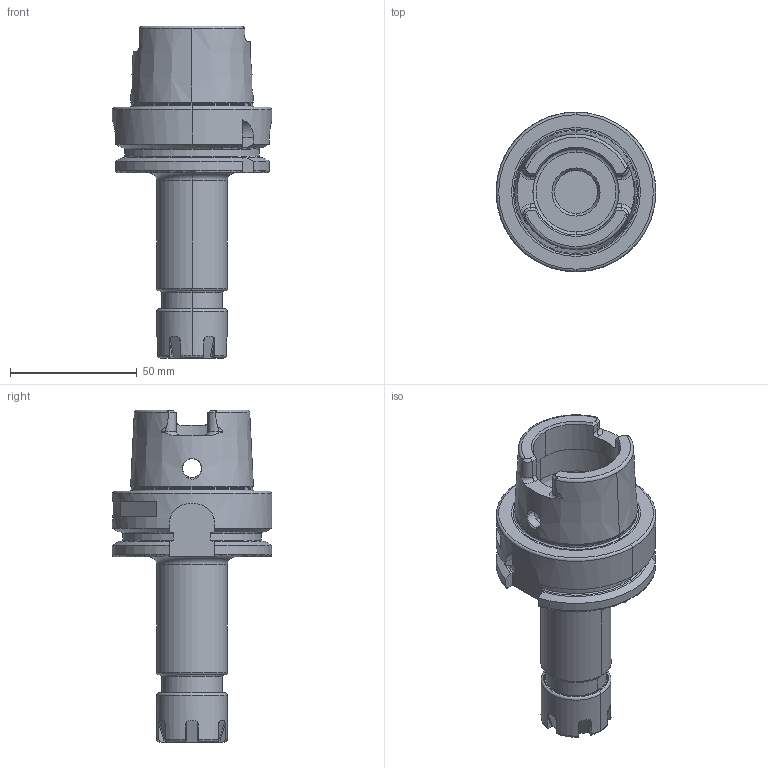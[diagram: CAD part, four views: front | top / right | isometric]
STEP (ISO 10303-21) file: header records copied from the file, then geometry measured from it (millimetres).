
FILE_DESCRIPTION((''),'2;1');
FILE_NAME('A63_02_07_13_1','2021-04-08T',('103090'),(''),'CREO PARAMETRIC BY PTC INC, 2016260','CREO PARAMETRIC BY PTC INC, 2016260','');
FILE_SCHEMA(('CONFIG_CONTROL_DESIGN'));
Length unit declared in the file: millimetre
Products named in the file (1): A63_02_07_13_1
Bounding box: 63 x 63 x 131 mm (x, y, z)
Volume: 111972.2 mm3; surface area: 32275.7 mm2
Topology: 1 solids, 1 shells, 243 faces, 620 edges, 387 vertices
Faces by surface type: plane 75, cylinder 71, torus 55, cone 36, bspline 6
Entity records: 8512 total; most frequent: CARTESIAN_POINT 2698, ORIENTED_EDGE 1236, DIRECTION 1207, EDGE_CURVE 618, AXIS2_PLACEMENT_3D 499, VERTEX_POINT 387, CIRCLE 259, EDGE_LOOP 257
